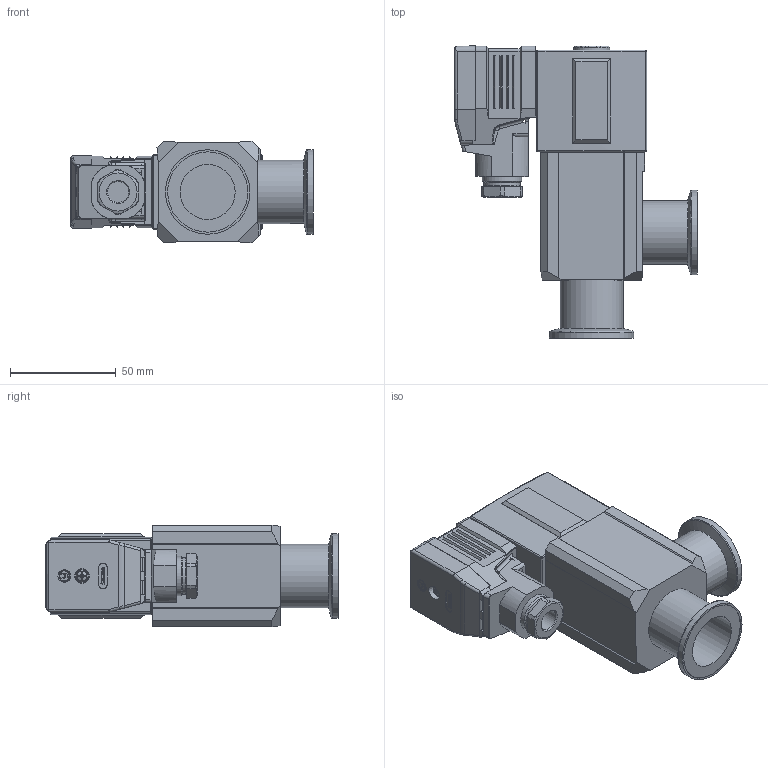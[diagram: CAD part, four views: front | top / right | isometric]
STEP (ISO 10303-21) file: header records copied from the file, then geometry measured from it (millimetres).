
FILE_DESCRIPTION(/* description */ (''),/* implementation_level */ '2;1');
FILE_NAME(/* name */ 'XLS-25-5D_JEVATEC.stp',/* time_stamp */ '2026-02-26T10:14:34+01:00',/* author */ ('BA'),/* organization */ (''),/* preprocessor_version */ 'ST-DEVELOPER v20',/* originating_system */ 'Autodesk Inventor 2025',/* authorisation */ '');
FILE_SCHEMA (('AUTOMOTIVE_DESIGN { 1 0 10303 214 3 1 1 }'));
Length unit declared in the file: millimetre
Products named in the file (1): XLS-25-5D_JEVATEC
Bounding box: 114.92 x 138.4 x 48.04 mm (x, y, z)
Volume: 273400.8 mm3; surface area: 61221 mm2
Topology: 1 solids, 2 shells, 1481 faces, 3948 edges, 2557 vertices
Faces by surface type: plane 929, cylinder 320, bspline 136, cone 43, torus 28, sphere 25
Full cylindrical faces by diameter (mm): 2.459 x1, 3 x2, 5.6 x1, 6 x2, 8.5 x5, 9.5 x4, 10 x2, 17.2 x2, 17.26 x1, 18.6 x1, 26 x2, 30 x2, 38 x2, 40 x2
Entity records: 48459 total; most frequent: CARTESIAN_POINT 11989, ORIENTED_EDGE 7852, DIRECTION 7095, EDGE_CURVE 3926, LINE 2771, VECTOR 2771, VERTEX_POINT 2557, AXIS2_PLACEMENT_3D 2162
